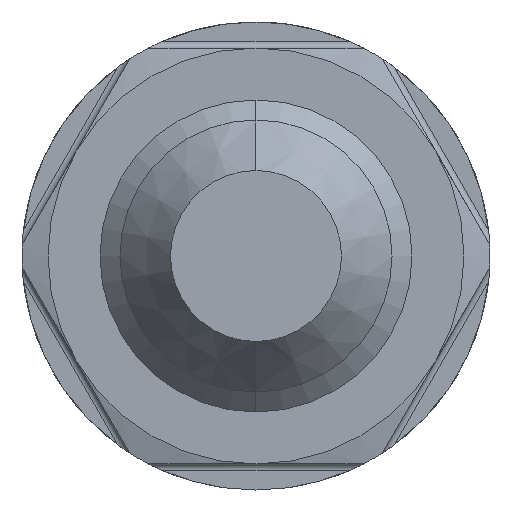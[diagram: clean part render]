
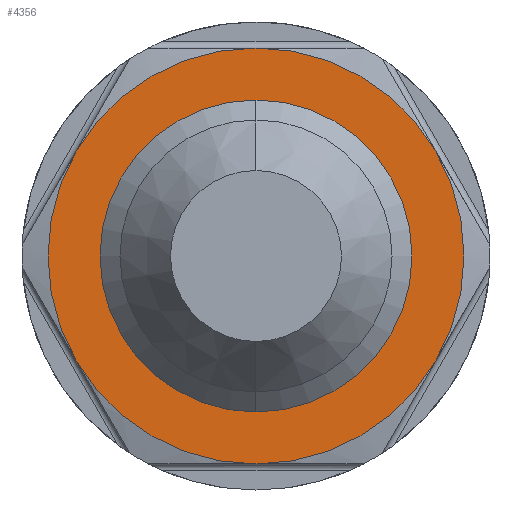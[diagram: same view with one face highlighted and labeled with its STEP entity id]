
A CAD part, left-side view. The second image highlights one B-rep face of the part: STEP entity #4356.
In plain terms, the highlighted planar face has unit normal (-1, 0, 0).
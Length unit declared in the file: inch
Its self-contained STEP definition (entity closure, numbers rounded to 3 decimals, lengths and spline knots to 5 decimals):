
#157 = DIRECTION ( 'NONE',  ( 0., 0., -1. ) ) ;
#188 = VERTEX_POINT ( 'NONE', #4307 ) ;
#232 = CARTESIAN_POINT ( 'NONE',  ( 0.657, 0.43301, 0.25 ) ) ;
#239 = CARTESIAN_POINT ( 'NONE',  ( 0.657, 0., -0.361 ) ) ;
#517 = VERTEX_POINT ( 'NONE', #4947 ) ;
#518 = DIRECTION ( 'NONE',  ( -1., 0., 0. ) ) ;
#625 = CIRCLE ( 'NONE', #4910, 0.5 ) ;
#631 = VERTEX_POINT ( 'NONE', #232 ) ;
#660 = DIRECTION ( 'NONE',  ( -1., 0., 0. ) ) ;
#982 = CARTESIAN_POINT ( 'NONE',  ( 0.657, 0., 0.361 ) ) ;
#1039 = CARTESIAN_POINT ( 'NONE',  ( 0.657, 0., 0. ) ) ;
#1065 = EDGE_CURVE ( 'NONE', #5394, #4522, #625, .T. ) ;
#1255 = ORIENTED_EDGE ( 'NONE', *, *, #3159, .T. ) ;
#1299 = AXIS2_PLACEMENT_3D ( 'NONE', #1039, #5121, #5159 ) ;
#1346 = FACE_BOUND ( 'NONE', #2756, .T. ) ;
#1390 = DIRECTION ( 'NONE',  ( 0., 0., 1. ) ) ;
#1449 = CIRCLE ( 'NONE', #4748, 0.5 ) ;
#1505 = CIRCLE ( 'NONE', #4198, 0.5 ) ;
#1512 = CARTESIAN_POINT ( 'NONE',  ( 0.657, 0., 0. ) ) ;
#1518 = ORIENTED_EDGE ( 'NONE', *, *, #1065, .T. ) ;
#1528 = EDGE_CURVE ( 'NONE', #4522, #517, #2092, .T. ) ;
#1535 = CARTESIAN_POINT ( 'NONE',  ( 0.657, -0.43301, 0.25 ) ) ;
#1608 = VERTEX_POINT ( 'NONE', #239 ) ;
#1610 = CARTESIAN_POINT ( 'NONE',  ( 0.657, 0.43301, -0.25 ) ) ;
#1615 = EDGE_CURVE ( 'NONE', #3096, #188, #1449, .T. ) ;
#1855 = AXIS2_PLACEMENT_3D ( 'NONE', #5243, #5218, #2935 ) ;
#1945 = PLANE ( 'NONE',  #5051 ) ;
#2092 = CIRCLE ( 'NONE', #1299, 0.5 ) ;
#2096 = ORIENTED_EDGE ( 'NONE', *, *, #1528, .T. ) ;
#2129 = CARTESIAN_POINT ( 'NONE',  ( 0.657, 0., -0.5 ) ) ;
#2184 = ORIENTED_EDGE ( 'NONE', *, *, #5269, .F. ) ;
#2366 = CARTESIAN_POINT ( 'NONE',  ( 0.657, 0., 0. ) ) ;
#2492 = DIRECTION ( 'NONE',  ( 0., 0., 1. ) ) ;
#2493 = DIRECTION ( 'NONE',  ( 0., 0., 1. ) ) ;
#2540 = DIRECTION ( 'NONE',  ( -1., 0., 0. ) ) ;
#2637 = CARTESIAN_POINT ( 'NONE',  ( 0.657, 0., 0. ) ) ;
#2756 = EDGE_LOOP ( 'NONE', ( #3752, #2184 ) ) ;
#2853 = DIRECTION ( 'NONE',  ( -1., 0., 0. ) ) ;
#2935 = DIRECTION ( 'NONE',  ( 0., 0., 1. ) ) ;
#2937 = EDGE_LOOP ( 'NONE', ( #4166, #1255, #1518, #2096, #4323, #4241 ) ) ;
#2947 = CARTESIAN_POINT ( 'NONE',  ( 0.657, 0., 0. ) ) ;
#3004 = DIRECTION ( 'NONE',  ( -1., 0., 0. ) ) ;
#3096 = VERTEX_POINT ( 'NONE', #1535 ) ;
#3134 = CIRCLE ( 'NONE', #1855, 0.5 ) ;
#3159 = EDGE_CURVE ( 'NONE', #631, #5394, #1505, .T. ) ;
#3178 = EDGE_CURVE ( 'NONE', #3907, #1608, #5015, .T. ) ;
#3360 = FACE_OUTER_BOUND ( 'NONE', #2937, .T. ) ;
#3752 = ORIENTED_EDGE ( 'NONE', *, *, #3178, .F. ) ;
#3826 = DIRECTION ( 'NONE',  ( 0., 0., 1. ) ) ;
#3907 = VERTEX_POINT ( 'NONE', #982 ) ;
#4064 = CIRCLE ( 'NONE', #5411, 0.361 ) ;
#4165 = EDGE_CURVE ( 'NONE', #517, #3096, #5661, .T. ) ;
#4166 = ORIENTED_EDGE ( 'NONE', *, *, #5046, .T. ) ;
#4198 = AXIS2_PLACEMENT_3D ( 'NONE', #1512, #4785, #2493 ) ;
#4241 = ORIENTED_EDGE ( 'NONE', *, *, #1615, .T. ) ;
#4307 = CARTESIAN_POINT ( 'NONE',  ( 0.657, 0., 0.5 ) ) ;
#4323 = ORIENTED_EDGE ( 'NONE', *, *, #4165, .T. ) ;
#4356 = ADVANCED_FACE ( 'NONE', ( #1346, #3360 ), #1945, .F. ) ;
#4373 = DIRECTION ( 'NONE',  ( 0., 0., 1. ) ) ;
#4522 = VERTEX_POINT ( 'NONE', #2129 ) ;
#4622 = DIRECTION ( 'NONE',  ( 1., 0., 0. ) ) ;
#4737 = CARTESIAN_POINT ( 'NONE',  ( 0.657, 0., 0. ) ) ;
#4748 = AXIS2_PLACEMENT_3D ( 'NONE', #5249, #3004, #2492 ) ;
#4785 = DIRECTION ( 'NONE',  ( -1., 0., 0. ) ) ;
#4910 = AXIS2_PLACEMENT_3D ( 'NONE', #2947, #2540, #4373 ) ;
#4947 = CARTESIAN_POINT ( 'NONE',  ( 0.657, -0.43301, -0.25 ) ) ;
#5015 = CIRCLE ( 'NONE', #5505, 0.361 ) ;
#5046 = EDGE_CURVE ( 'NONE', #188, #631, #3134, .T. ) ;
#5051 = AXIS2_PLACEMENT_3D ( 'NONE', #5622, #4622, #157 ) ;
#5121 = DIRECTION ( 'NONE',  ( -1., 0., 0. ) ) ;
#5159 = DIRECTION ( 'NONE',  ( 0., 0., 1. ) ) ;
#5170 = AXIS2_PLACEMENT_3D ( 'NONE', #2637, #518, #1390 ) ;
#5218 = DIRECTION ( 'NONE',  ( -1., 0., 0. ) ) ;
#5243 = CARTESIAN_POINT ( 'NONE',  ( 0.657, 0., 0. ) ) ;
#5249 = CARTESIAN_POINT ( 'NONE',  ( 0.657, 0., 0. ) ) ;
#5269 = EDGE_CURVE ( 'NONE', #1608, #3907, #4064, .T. ) ;
#5394 = VERTEX_POINT ( 'NONE', #1610 ) ;
#5411 = AXIS2_PLACEMENT_3D ( 'NONE', #2366, #2853, #3826 ) ;
#5505 = AXIS2_PLACEMENT_3D ( 'NONE', #4737, #660, #5645 ) ;
#5622 = CARTESIAN_POINT ( 'NONE',  ( 0.657, 0.361, 0. ) ) ;
#5645 = DIRECTION ( 'NONE',  ( 0., 0., 1. ) ) ;
#5661 = CIRCLE ( 'NONE', #5170, 0.5 ) ;
